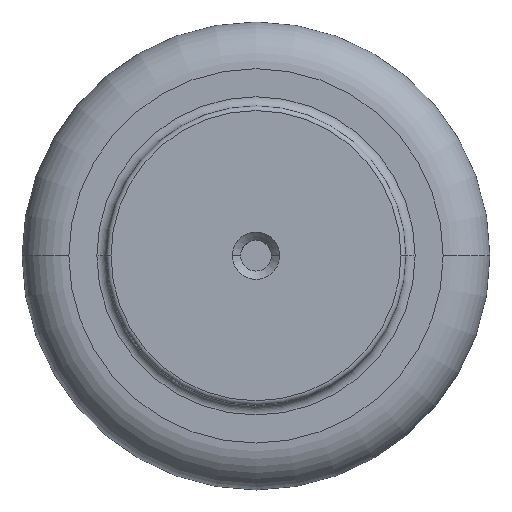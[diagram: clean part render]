
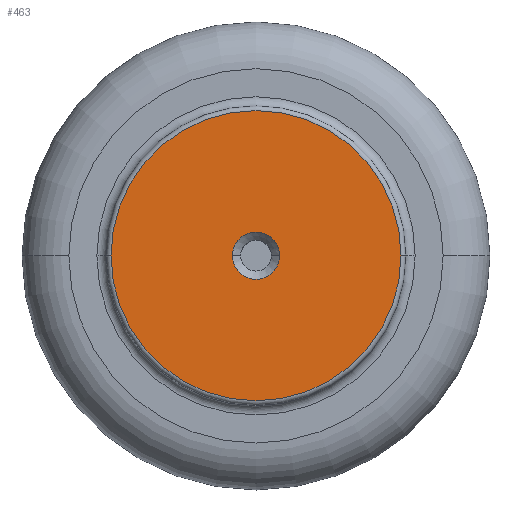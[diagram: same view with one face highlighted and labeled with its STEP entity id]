
A CAD part, top view. The second image highlights one B-rep face of the part: STEP entity #463.
In plain terms, the highlighted planar face has unit normal (0, 0, 1).
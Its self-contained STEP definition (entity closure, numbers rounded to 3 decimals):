
#1 = CIRCLE ( 'NONE', #205, 15.5 ) ;
#4 = DIRECTION ( 'NONE',  ( 0., 0., -1. ) ) ;
#10 = DIRECTION ( 'NONE',  ( 1., 0., 0. ) ) ;
#13 = FACE_BOUND ( 'NONE', #391, .T. ) ;
#14 = CARTESIAN_POINT ( 'NONE',  ( 15.5, 0., 0. ) ) ;
#27 = ORIENTED_EDGE ( 'NONE', *, *, #446, .F. ) ;
#47 = DIRECTION ( 'NONE',  ( 0., 0., -1. ) ) ;
#65 = ORIENTED_EDGE ( 'NONE', *, *, #389, .F. ) ;
#80 = ORIENTED_EDGE ( 'NONE', *, *, #427, .F. ) ;
#82 = CARTESIAN_POINT ( 'NONE',  ( 2.525, 0., 0. ) ) ;
#97 = DIRECTION ( 'NONE',  ( -1., 0., 0. ) ) ;
#103 = CIRCLE ( 'NONE', #309, 2.525 ) ;
#105 = VERTEX_POINT ( 'NONE', #311 ) ;
#135 = EDGE_CURVE ( 'NONE', #554, #105, #395, .T. ) ;
#147 = CARTESIAN_POINT ( 'NONE',  ( 0., 0., 0. ) ) ;
#149 = ORIENTED_EDGE ( 'NONE', *, *, #135, .F. ) ;
#176 = DIRECTION ( 'NONE',  ( -1., 0., 0. ) ) ;
#183 = CARTESIAN_POINT ( 'NONE',  ( 0., 0., 0. ) ) ;
#189 = EDGE_LOOP ( 'NONE', ( #65, #80 ) ) ;
#205 = AXIS2_PLACEMENT_3D ( 'NONE', #499, #47, #97 ) ;
#209 = DIRECTION ( 'NONE',  ( 0., 0., -1. ) ) ;
#216 = CARTESIAN_POINT ( 'NONE',  ( 0., 0., 0. ) ) ;
#221 = AXIS2_PLACEMENT_3D ( 'NONE', #525, #209, #437 ) ;
#228 = DIRECTION ( 'NONE',  ( 0., 0., 1. ) ) ;
#278 = VERTEX_POINT ( 'NONE', #332 ) ;
#309 = AXIS2_PLACEMENT_3D ( 'NONE', #183, #409, #10 ) ;
#311 = CARTESIAN_POINT ( 'NONE',  ( -2.525, 0., 0. ) ) ;
#332 = CARTESIAN_POINT ( 'NONE',  ( -15.5, 0., 0. ) ) ;
#333 = VERTEX_POINT ( 'NONE', #14 ) ;
#355 = DIRECTION ( 'NONE',  ( 1., 0., 0. ) ) ;
#368 = PLANE ( 'NONE',  #439 ) ;
#389 = EDGE_CURVE ( 'NONE', #278, #333, #489, .T. ) ;
#391 = EDGE_LOOP ( 'NONE', ( #149, #27 ) ) ;
#395 = CIRCLE ( 'NONE', #535, 2.525 ) ;
#409 = DIRECTION ( 'NONE',  ( 0., 0., 1. ) ) ;
#427 = EDGE_CURVE ( 'NONE', #333, #278, #1, .T. ) ;
#437 = DIRECTION ( 'NONE',  ( -1., 0., 0. ) ) ;
#439 = AXIS2_PLACEMENT_3D ( 'NONE', #147, #4, #176 ) ;
#446 = EDGE_CURVE ( 'NONE', #105, #554, #103, .T. ) ;
#463 = ADVANCED_FACE ( 'NONE', ( #13, #552 ), #368, .F. ) ;
#489 = CIRCLE ( 'NONE', #221, 15.5 ) ;
#499 = CARTESIAN_POINT ( 'NONE',  ( 0., 0., 0. ) ) ;
#525 = CARTESIAN_POINT ( 'NONE',  ( 0., 0., 0. ) ) ;
#535 = AXIS2_PLACEMENT_3D ( 'NONE', #216, #228, #355 ) ;
#552 = FACE_OUTER_BOUND ( 'NONE', #189, .T. ) ;
#554 = VERTEX_POINT ( 'NONE', #82 ) ;
